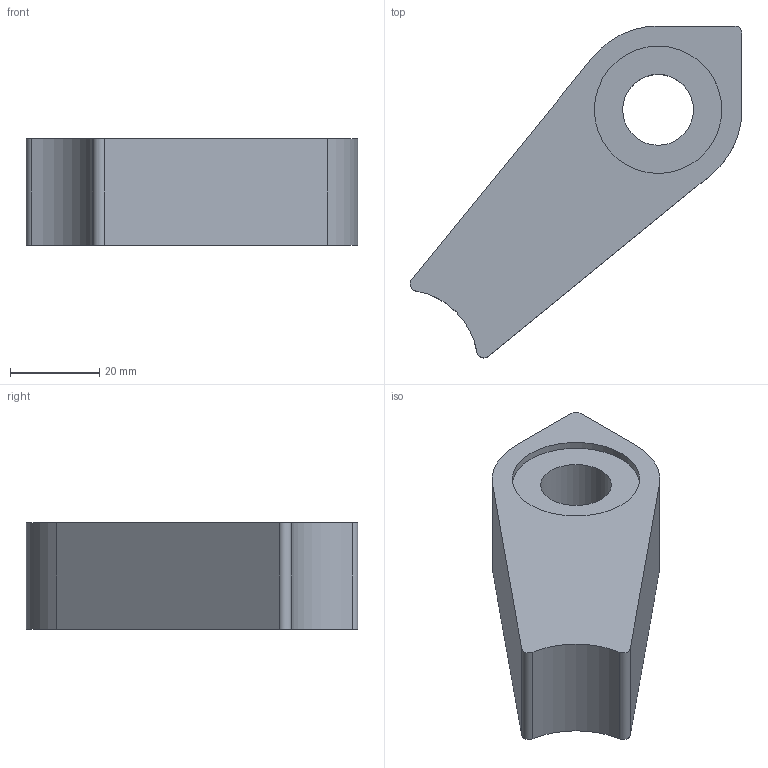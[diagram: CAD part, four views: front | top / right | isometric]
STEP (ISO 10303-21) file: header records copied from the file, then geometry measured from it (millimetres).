
FILE_DESCRIPTION(/* description */ (''),/* implementation_level */ '2;1');
FILE_NAME(/* name */ 'CL7-004.stp',/* time_stamp */ '2025-03-20T16:43:36-04:00',/* author */ ('slick'),/* organization */ (''),/* preprocessor_version */ 'ST-DEVELOPER v19.2',/* originating_system */ 'Autodesk Inventor 2023',/* authorisation */ '');
FILE_SCHEMA (('AUTOMOTIVE_DESIGN { 1 0 10303 214 3 1 1 }'));
Length unit declared in the file: inch
Products named in the file (1): CL7-004
Bounding box: 74.41 x 74.41 x 23.81 mm (x, y, z)
Volume: 57182 mm3; surface area: 11778.2 mm2
Topology: 1 solids, 1 shells, 19 faces, 42 edges, 28 vertices
Faces by surface type: cylinder 10, plane 9
Full cylindrical faces by diameter (mm): 5.75 x1, 15.875 x1, 28.575 x2
Entity records: 585 total; most frequent: DIRECTION 102, CARTESIAN_POINT 90, ORIENTED_EDGE 84, EDGE_CURVE 42, AXIS2_PLACEMENT_3D 40, VERTEX_POINT 28, EDGE_LOOP 24, LINE 22
